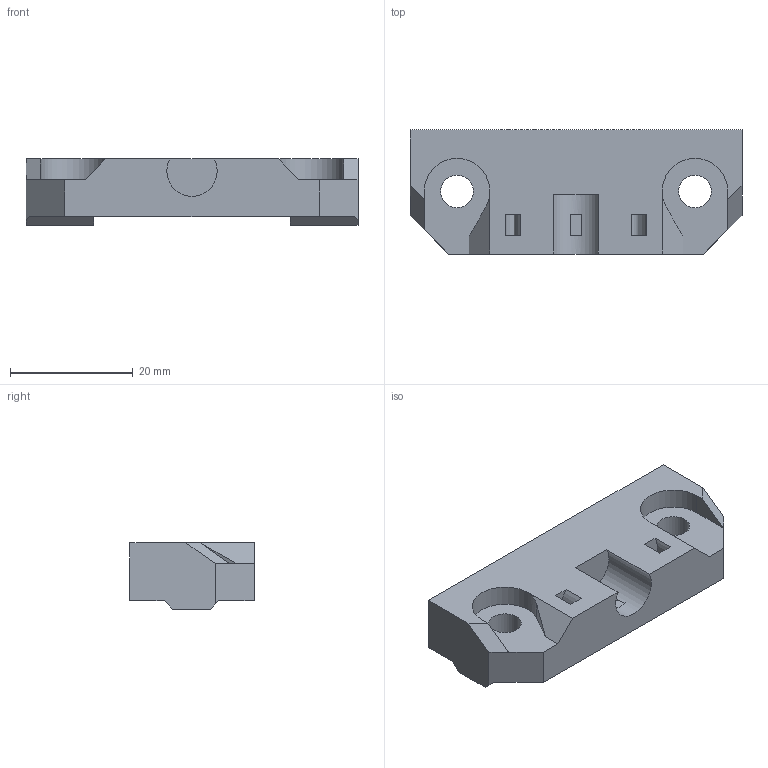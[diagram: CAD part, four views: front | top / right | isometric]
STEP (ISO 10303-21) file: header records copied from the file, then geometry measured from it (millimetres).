
FILE_DESCRIPTION(/* description */ (''),/* implementation_level */ '2;1');
FILE_NAME(/* name */ 'rod_holder_front.step',/* time_stamp */ '2017-10-04T13:02:05+02:00',/* author */ ('gregsaun'),/* organization */ (''),/* preprocessor_version */ 'ST-DEVELOPER v16.13',/* originating_system */ 'Autodesk Translation Framework v6.5.0.72',/* authorisation */ '');
FILE_SCHEMA (('AUTOMOTIVE_DESIGN { 1 0 10303 214 3 1 1 }'));
Length unit declared in the file: millimetre
Products named in the file (1): rod_holder_front v18
Bounding box: 54 x 20.2 x 10.8 mm (x, y, z)
Volume: 8178.1 mm3; surface area: 4202.2 mm2
Topology: 1 solids, 1 shells, 52 faces, 148 edges, 98 vertices
Faces by surface type: plane 43, cylinder 9
Full cylindrical faces by diameter (mm): 5.3 x2
Entity records: 1734 total; most frequent: CARTESIAN_POINT 299, ORIENTED_EDGE 296, DIRECTION 276, EDGE_CURVE 148, LINE 126, VECTOR 126, VERTEX_POINT 98, AXIS2_PLACEMENT_3D 75
